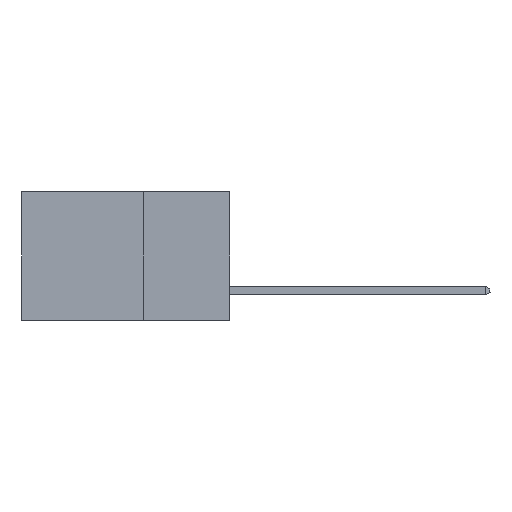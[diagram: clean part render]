
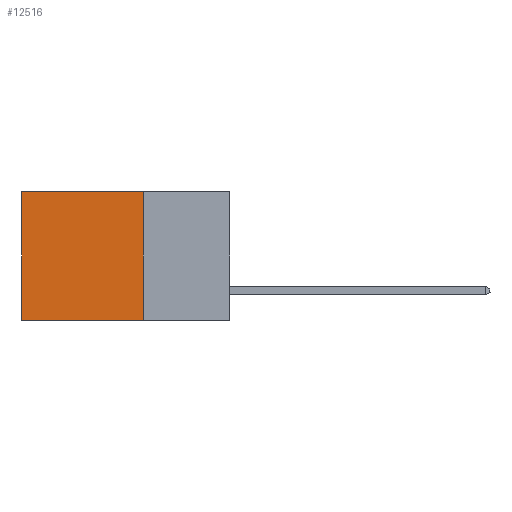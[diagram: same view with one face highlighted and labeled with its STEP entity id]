
A CAD part, left-side view. The second image highlights one B-rep face of the part: STEP entity #12516.
In plain terms, the highlighted planar face has unit normal (-1, 0, 0).
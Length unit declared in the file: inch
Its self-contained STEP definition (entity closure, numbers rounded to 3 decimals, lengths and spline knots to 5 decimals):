
#335 = VECTOR ( 'NONE', #9296, 39.37008 ) ;
#371 = CARTESIAN_POINT ( 'NONE',  ( 0.298, 0.25, 0. ) ) ;
#629 = CARTESIAN_POINT ( 'NONE',  ( 0.298, 0.25, 0. ) ) ;
#1638 = CARTESIAN_POINT ( 'NONE',  ( 0.298, 0.6, 0. ) ) ;
#1770 = ORIENTED_EDGE ( 'NONE', *, *, #5708, .T. ) ;
#2131 = LINE ( 'NONE', #371, #335 ) ;
#2610 = EDGE_LOOP ( 'NONE', ( #1770, #7271, #11050, #3108 ) ) ;
#3108 = ORIENTED_EDGE ( 'NONE', *, *, #10724, .T. ) ;
#3362 = EDGE_CURVE ( 'NONE', #15382, #8225, #12260, .T. ) ;
#3873 = DIRECTION ( 'NONE',  ( 0., 1., 0. ) ) ;
#3991 = CARTESIAN_POINT ( 'NONE',  ( 0.298, 0.6, -0.37 ) ) ;
#4638 = CARTESIAN_POINT ( 'NONE',  ( 0.298, 0.25, -0.37 ) ) ;
#4835 = DIRECTION ( 'NONE',  ( 0., 0., -1. ) ) ;
#5708 = EDGE_CURVE ( 'NONE', #7507, #8225, #7635, .T. ) ;
#6743 = LINE ( 'NONE', #14181, #12107 ) ;
#7191 = CARTESIAN_POINT ( 'NONE',  ( 0.298, 0.25, 0. ) ) ;
#7271 = ORIENTED_EDGE ( 'NONE', *, *, #3362, .F. ) ;
#7299 = CARTESIAN_POINT ( 'NONE',  ( 0.298, 0.6, 0. ) ) ;
#7507 = VERTEX_POINT ( 'NONE', #1638 ) ;
#7635 = LINE ( 'NONE', #7299, #12177 ) ;
#8112 = VECTOR ( 'NONE', #12141, 39.37008 ) ;
#8225 = VERTEX_POINT ( 'NONE', #3991 ) ;
#9296 = DIRECTION ( 'NONE',  ( 0., 0., -1. ) ) ;
#10724 = EDGE_CURVE ( 'NONE', #14537, #7507, #6743, .T. ) ;
#11050 = ORIENTED_EDGE ( 'NONE', *, *, #11536, .F. ) ;
#11536 = EDGE_CURVE ( 'NONE', #14537, #15382, #2131, .T. ) ;
#11851 = FACE_OUTER_BOUND ( 'NONE', #2610, .T. ) ;
#11935 = DIRECTION ( 'NONE',  ( 0., 0., -1. ) ) ;
#11979 = PLANE ( 'NONE',  #15806 ) ;
#12107 = VECTOR ( 'NONE', #3873, 39.37008 ) ;
#12141 = DIRECTION ( 'NONE',  ( 0., 1., 0. ) ) ;
#12177 = VECTOR ( 'NONE', #4835, 39.37008 ) ;
#12260 = LINE ( 'NONE', #4638, #8112 ) ;
#12516 = ADVANCED_FACE ( 'NONE', ( #11851 ), #11979, .F. ) ;
#14181 = CARTESIAN_POINT ( 'NONE',  ( 0.298, 0.25, 0. ) ) ;
#14468 = DIRECTION ( 'NONE',  ( 1., 0., 0. ) ) ;
#14537 = VERTEX_POINT ( 'NONE', #7191 ) ;
#14567 = CARTESIAN_POINT ( 'NONE',  ( 0.298, 0.25, -0.37 ) ) ;
#15382 = VERTEX_POINT ( 'NONE', #14567 ) ;
#15806 = AXIS2_PLACEMENT_3D ( 'NONE', #629, #14468, #11935 ) ;
